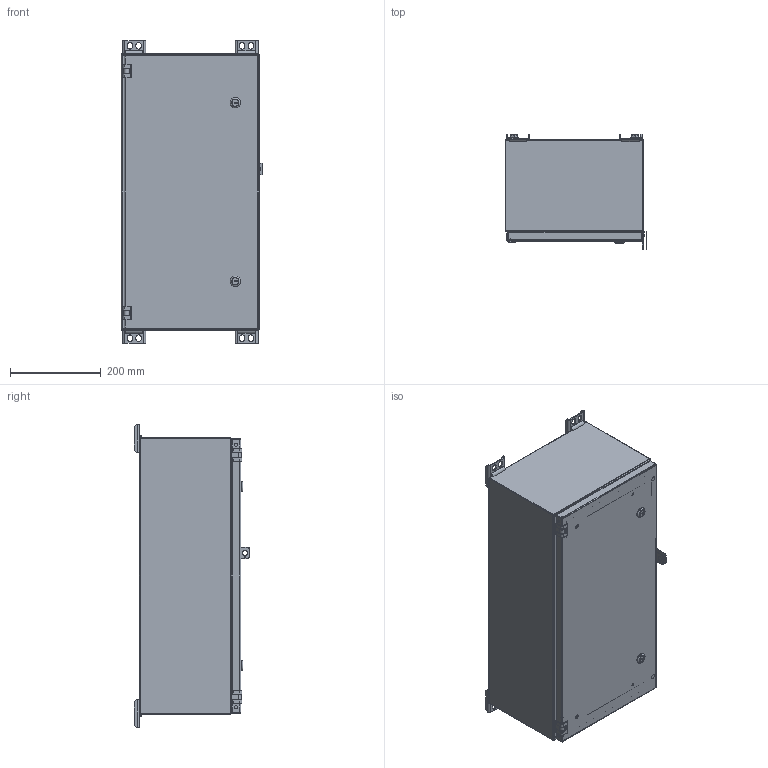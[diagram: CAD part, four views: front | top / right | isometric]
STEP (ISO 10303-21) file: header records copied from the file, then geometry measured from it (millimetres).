
FILE_DESCRIPTION( ( 'Unknown' ), '1' );
FILE_NAME( 'R241208_STEEL.stp', 'Unknown', ( 'Unknown' ), ( 'Unknown' ), 'PSStep 16.0.42', 'Unknown', ' ' );
FILE_SCHEMA( ( 'AUTOMOTIVE_DESIGN { 1 0 10303 214 1 1 1 1 }' ) );
Length unit declared in the file: millimetre
Products named in the file (49): 0.375 DIA; METAL; CAOUTCHOUC; LOCK AVEC TOURNEVIS TYPE 4-12 SANS CAME; HOSING-oa0; INSERT POUR TOURNEVIS-oa1; NOIX DE FIXATION-oa2; Oring-oa3; Oring-oa4; SEAL BLANC-oa5; STOPPER DESSOUS-oa6; VIS DE RETENUE DE LA CAME-oa7; PATTE-R; PATTE R; FW_0.3750; 3-8-16 x .750; HN_0.3750; AHR-PARTIE-BOITIER; AHR - PARTIE BOITIER; SET SCEW M6 x 1.000; SEAL; NOIX M6; A15KR; CAME R; PATTE-RD; PARTIE BOITIER; PROVISION BOITIER; SEAL PROVISION; NUT 10-32; 10-32 x 0.500-oa8; AHR-PARTIE-PORTE; AHR - PARTIE PORTE LUG; AHR - TIGE; PARTIE COUVERCLE; PROVISION PORTE; 10-32 x 0.500; R2412_16GA_COUVERCLE; 10-32 x 0.750 AC_CD 201-008-776; HN_no10; R2412C_16GA ...
Assembly tree (76 placements, depth 5):
  Assem1
    ARP2412_14GA
    R2412_16GA_COUVERCLE
      10-32 x 0.750 AC_CD 201-008-776  x4
      HN_no10  x2
      R2412C_16GA
      R2412_GASKET
      ESPACEUR-RAIL  x2
      RAIL-V24
      AHR-PARTIE-PORTE  x2
        AHR - PARTIE PORTE LUG
        AHR - TIGE
      A15KR  x2
        CAME R
        LOCK AVEC TOURNEVIS TYPE 4-12 SANS CAME
          HOSING-oa0
          INSERT POUR TOURNEVIS-oa1
          NOIX DE FIXATION-oa2
          Oring-oa3
          Oring-oa4
          SEAL BLANC-oa5
          STOPPER DESSOUS-oa6
          VIS DE RETENUE DE LA CAME-oa7
      PARTIE COUVERCLE
        PROVISION PORTE
        NUT 10-32
        10-32 x 0.500
    R241208-MONO_16GA_BOITIER
      BUMPER R 0.250-20  x2
      0.375-16 x 0.750 AC_CKL 118-510-340  x4
      FW_0.3750  x4
      HN_0.3750  x4
      R241208B-MONO_16GA
      AHR-PARTIE-BOITIER  x2
        AHR - PARTIE BOITIER
        SET SCEW M6 x 1.000
        SEAL
        NOIX M6
      PATTE-RD  x2
        PATTE R
        FW_0.3750
        3-8-16 x .750
        HN_0.3750
        0.375 DIA
          METAL
          CAOUTCHOUC
      PATTE-R  x2
        PATTE R
        FW_0.3750
        3-8-16 x .750
        HN_0.3750
        0.375 DIA
          METAL
          CAOUTCHOUC
      PARTIE BOITIER
        PROVISION BOITIER
        SEAL PROVISION
        NUT 10-32
        10-32 x 0.500-oa8
Bounding box: 311.96 x 253.87 x 667.16 mm (x, y, z)
Volume: 1864129.3 mm3; surface area: 2171718.6 mm2
Topology: 88 solids, 88 shells, 3578 faces, 8675 edges, 5529 vertices
Faces by surface type: plane 2044, cylinder 634, bspline 314, extrusion 276, cone 164, torus 110, sphere 36
Full cylindrical faces by diameter (mm): 0.346 x6, 0.508 x4, 0.794 x4, 3.023 x10, 3.15 x2, 3.175 x10, 4.039 x4, 4.623 x2, 4.682 x20, 4.826 x9, 5.055 x1, 5.1 x2, 5.105 x1, 5.567 x2, 5.842 x2, 5.918 x4, 5.994 x4, 6 x2, 6.096 x4, 6.1 x6, 6.35 x2, 6.502 x4, 6.731 x4, 6.985 x2, 7.137 x2, 7.925 x2, 8.664 x2, 8.7 x2, 8.966 x4, 9 x2
Entity records: 137108 total; most frequent: CARTESIAN_POINT 63367, ORIENTED_EDGE 11584, DIRECTION 8765, EDGE_CURVE 5792, VERTEX_POINT 3870, EDGE_LOOP 3117, VECTOR 2929, AXIS2_PLACEMENT_3D 2918
